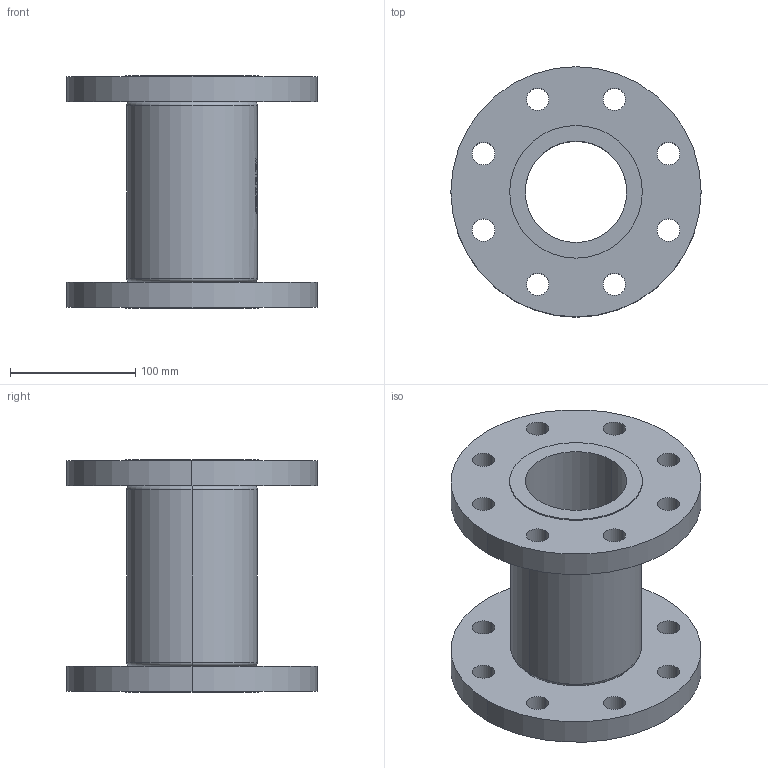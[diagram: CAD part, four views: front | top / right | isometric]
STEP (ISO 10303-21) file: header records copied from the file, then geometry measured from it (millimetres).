
FILE_DESCRIPTION (( 'STEP AP214' ), '1' );
FILE_NAME ('7150000_DN080_PN10_51422059.STEP', '2022-02-02T07:54:03', ( 'axxx' ), ( 'Hewlett-Packard Company' ), 'SwSTEP 2.0', 'SolidWorks 2019', '' );
FILE_SCHEMA (( 'AUTOMOTIVE_DESIGN' ));
Length unit declared in the file: millimetre
Products named in the file (1): 7150000_DN080_PN10_51422059
Bounding box: 200 x 200 x 186 mm (x, y, z)
Volume: 1467999.2 mm3; surface area: 232531.8 mm2
Topology: 1 solids, 1 shells, 543 faces, 1415 edges, 942 vertices
Faces by surface type: plane 237, bspline 236, cylinder 66, torus 4
Entity records: 30260 total; most frequent: CARTESIAN_POINT 18411, ORIENTED_EDGE 2830, DIRECTION 1670, EDGE_CURVE 1415, VERTEX_POINT 942, VECTOR 744, LINE 744, EDGE_LOOP 645
